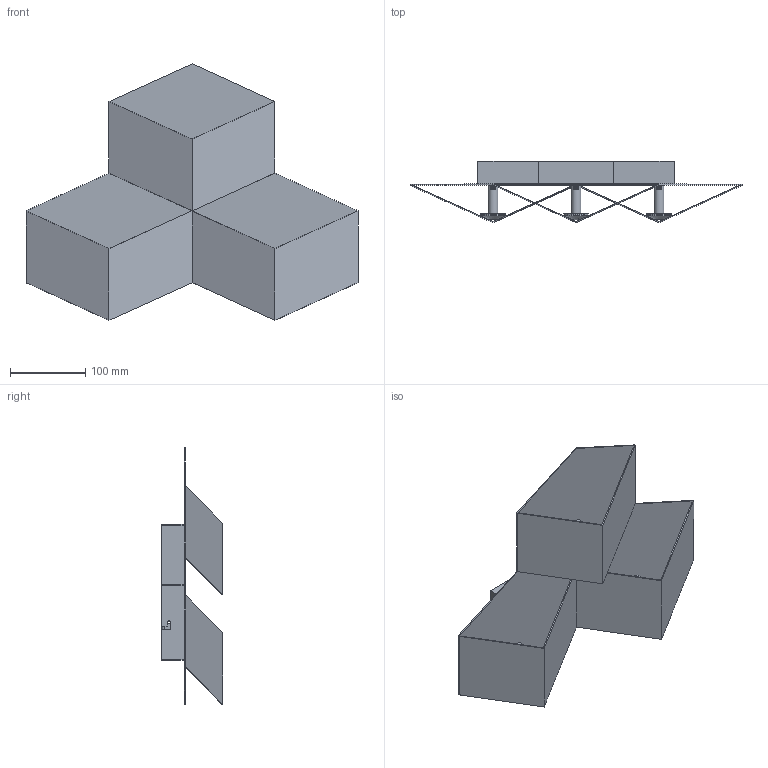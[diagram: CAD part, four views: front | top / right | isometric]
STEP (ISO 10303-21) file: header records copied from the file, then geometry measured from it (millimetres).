
FILE_DESCRIPTION(('CATIA V5 STEP Exchange','CAx-IF Rec.Pracs.--- Model Styling and Organization---1.4--- 2014-01-23','CAx-IF Rec.Pracs.---3D Tessellated Data Validation Properties---0.5---2014-09-14'),'2;1');
FILE_NAME('GW-1101-3.stp','2023-03-20T06:26:39+00:00',('none'),('none'),'CATIA Version 5-6 Release 2018','CATIA V5 STEP AP242','none');
FILE_SCHEMA(('AP242_MANAGED_MODEL_BASED_3D_ENGINEERING_MIM_LF {1 0 10303 442 1 1 4}'));
Length unit declared in the file: millimetre
Products named in the file (6): Product1; 铝棒; 光源板; 灯体; LED光源; 挂板
Assembly tree (11 placements, depth 2):
  Product1
    铝棒  x3
    光源板  x3
    灯体
    LED光源  x3
    挂板
Bounding box: 440 x 81 x 340 mm (x, y, z)
Volume: 313776.7 mm3; surface area: 416333.1 mm2
Topology: 56 solids, 56 shells, 756 faces, 1873 edges, 1230 vertices
Faces by surface type: plane 403, cylinder 287, cone 30, bspline 24, sphere 6, torus 6
Entity records: 12504 total; most frequent: CARTESIAN_POINT 5056, ORIENTED_EDGE 1678, DIRECTION 1119, EDGE_CURVE 839, VERTEX_POINT 544, VECTOR 433, LINE 433, AXIS2_PLACEMENT_3D 381
